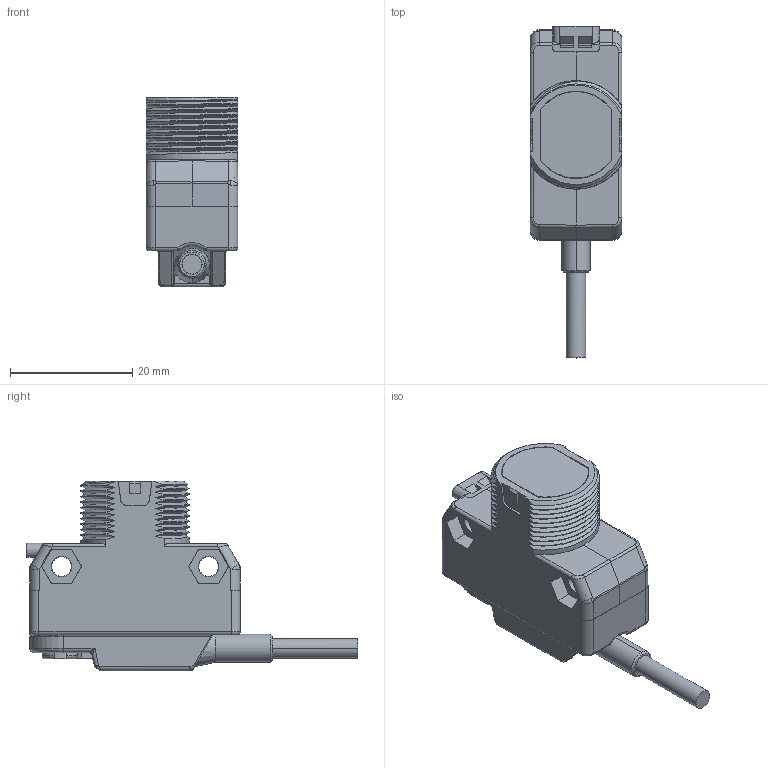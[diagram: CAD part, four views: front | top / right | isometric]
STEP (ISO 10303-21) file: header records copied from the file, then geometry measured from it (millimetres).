
FILE_DESCRIPTION((''),'2;1');
FILE_NAME('139452_SM01_ASM','2022-04-26T09:41:34',('PDMAdmin'),('BANNER ENGINEERING'),'CREO PARAMETRIC BY PTC INC, 2019292','CREO PARAMETRIC BY PTC INC, 2019292','');
FILE_SCHEMA(('CONFIG_CONTROL_DESIGN'));
Length unit declared in the file: millimetre
Products named in the file (2): 139452_EP01; 139452_SM01_ASM
Assembly tree (1 placements, depth 2):
  139452_SM01_ASM
    139452_EP01
Bounding box: 15 x 54.39 x 31.1 mm (x, y, z)
Volume: 11135.1 mm3; surface area: 4670.1 mm2
Topology: 1 solids, 1 shells, 403 faces, 1030 edges, 643 vertices
Faces by surface type: plane 162, cylinder 114, bspline 78, cone 24, torus 17, sphere 8
Entity records: 17344 total; most frequent: CARTESIAN_POINT 8233, ORIENTED_EDGE 2056, DIRECTION 1599, EDGE_CURVE 1028, VERTEX_POINT 643, VECTOR 537, LINE 537, AXIS2_PLACEMENT_3D 531
